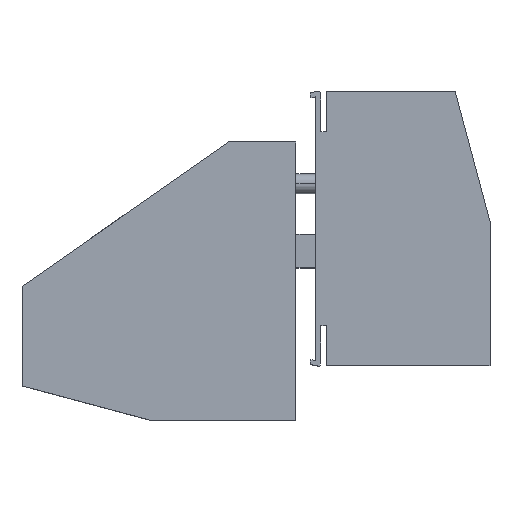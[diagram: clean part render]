
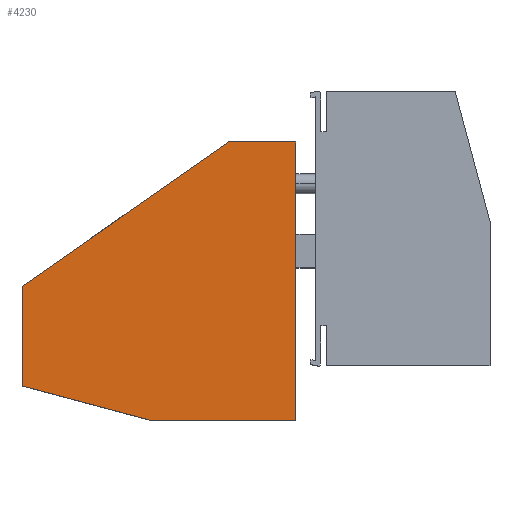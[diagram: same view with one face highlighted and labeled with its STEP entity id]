
A CAD part, top view. The second image highlights one B-rep face of the part: STEP entity #4230.
In plain terms, the highlighted planar face has unit normal (0, 0, 1).
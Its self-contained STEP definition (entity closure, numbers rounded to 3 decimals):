
#590=CARTESIAN_POINT('',(-62.617,-35.545,1.2));
#600=VERTEX_POINT('',#590);
#630=CARTESIAN_POINT('',(-62.617,0.,1.2));
#640=DIRECTION('',(0.,1.,0.));
#650=VECTOR('',#640,1.);
#660=LINE('',#630,#650);
#670=CARTESIAN_POINT('',(-62.617,-55.545,1.2));
#680=VERTEX_POINT('',#670);
#690=EDGE_CURVE('',#680,#600,#660,.T.);
#2020=CARTESIAN_POINT('',(0.,-6.545,1.2));
#2030=DIRECTION('',(-1.,0.,0.));
#2040=VECTOR('',#2030,1.);
#2050=LINE('',#2020,#2040);
#2060=CARTESIAN_POINT('',(-7.617,-6.545,1.2));
#2070=VERTEX_POINT('',#2060);
#2080=CARTESIAN_POINT('',(-21.201,-6.545,1.2));
#2090=VERTEX_POINT('',#2080);
#2100=EDGE_CURVE('',#2070,#2090,#2050,.T.);
#3860=CARTESIAN_POINT('',(13.109,0.05,1.2));
#3870=DIRECTION('',(0.,0.,1.));
#3880=DIRECTION('',(1.,0.,0.));
#3890=AXIS2_PLACEMENT_3D('',#3860,#3870,#3880);
#3900=PLANE('',#3890);
#3910=CARTESIAN_POINT('',(0.,-62.545,1.2));
#3920=DIRECTION('',(1.,0.,0.));
#3930=VECTOR('',#3920,1.);
#3940=LINE('',#3910,#3930);
#3950=CARTESIAN_POINT('',(-36.493,-62.545,1.2));
#3960=VERTEX_POINT('',#3950);
#3970=CARTESIAN_POINT('',(-7.617,-62.545,1.2));
#3980=VERTEX_POINT('',#3970);
#3990=EDGE_CURVE('',#3960,#3980,#3940,.T.);
#4000=ORIENTED_EDGE('',*,*,#3990,.T.);
#4010=CARTESIAN_POINT('',(0.,-72.324,1.2));
#4020=DIRECTION('',(-0.966,0.259,0.));
#4030=VECTOR('',#4020,1.);
#4040=LINE('',#4010,#4030);
#4050=EDGE_CURVE('',#3960,#680,#4040,.T.);
#4060=ORIENTED_EDGE('',*,*,#4050,.F.);
#4070=ORIENTED_EDGE('',*,*,#690,.F.);
#4080=CARTESIAN_POINT('',(0.,8.3,1.2));
#4090=DIRECTION('',(0.819,0.574,0.));
#4100=VECTOR('',#4090,1.);
#4110=LINE('',#4080,#4100);
#4120=EDGE_CURVE('',#600,#2090,#4110,.T.);
#4130=ORIENTED_EDGE('',*,*,#4120,.F.);
#4140=ORIENTED_EDGE('',*,*,#2100,.T.);
#4150=CARTESIAN_POINT('',(-7.617,0.,1.2));
#4160=DIRECTION('',(0.,-1.,0.));
#4170=VECTOR('',#4160,1.);
#4180=LINE('',#4150,#4170);
#4190=EDGE_CURVE('',#2070,#3980,#4180,.T.);
#4200=ORIENTED_EDGE('',*,*,#4190,.F.);
#4210=EDGE_LOOP('',(#4200,#4140,#4130,#4070,#4060,#4000));
#4220=FACE_OUTER_BOUND('',#4210,.T.);
#4230=ADVANCED_FACE('',(#4220),#3900,.T.);
